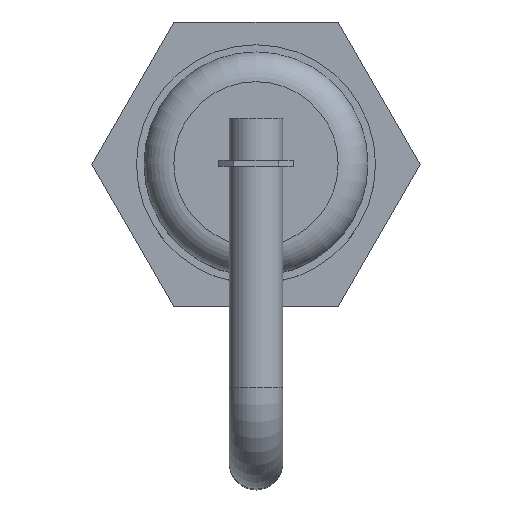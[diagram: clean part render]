
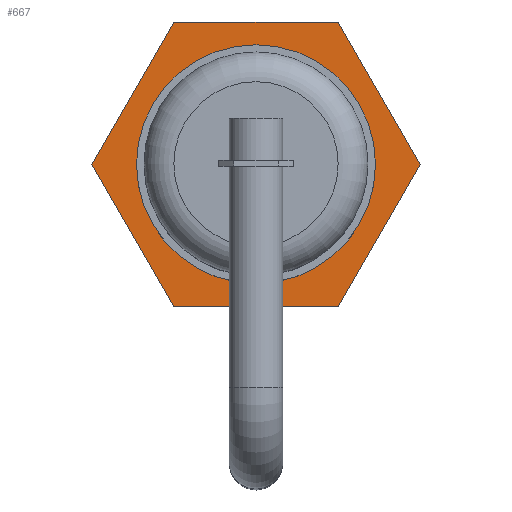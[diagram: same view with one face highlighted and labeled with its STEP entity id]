
A CAD part, top view. The second image highlights one B-rep face of the part: STEP entity #667.
In plain terms, the highlighted planar face has unit normal (0, 0, 1).
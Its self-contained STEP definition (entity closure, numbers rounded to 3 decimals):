
#212 = PLANE('',#213);
#213 = AXIS2_PLACEMENT_3D('',#214,#215,#216);
#214 = CARTESIAN_POINT('',(5.5,0.,-0.5));
#215 = DIRECTION('',(-0.866,0.5,0.));
#216 = DIRECTION('',(-0.5,-0.866,0.));
#240 = PLANE('',#241);
#241 = AXIS2_PLACEMENT_3D('',#242,#243,#244);
#242 = CARTESIAN_POINT('',(2.75,4.763,-0.5));
#243 = DIRECTION('',(-0.866,-0.5,-0.));
#244 = DIRECTION('',(0.5,-0.866,0.));
#268 = PLANE('',#269);
#269 = AXIS2_PLACEMENT_3D('',#270,#271,#272);
#270 = CARTESIAN_POINT('',(-2.75,4.763,-0.5));
#271 = DIRECTION('',(0.,-1.,-0.));
#272 = DIRECTION('',(1.,0.,0.));
#296 = PLANE('',#297);
#297 = AXIS2_PLACEMENT_3D('',#298,#299,#300);
#298 = CARTESIAN_POINT('',(-5.5,0.,-0.5));
#299 = DIRECTION('',(0.866,-0.5,0.));
#300 = DIRECTION('',(0.5,0.866,0.));
#324 = PLANE('',#325);
#325 = AXIS2_PLACEMENT_3D('',#326,#327,#328);
#326 = CARTESIAN_POINT('',(-2.75,-4.763,-0.5));
#327 = DIRECTION('',(0.866,0.5,0.));
#328 = DIRECTION('',(-0.5,0.866,0.));
#350 = PLANE('',#351);
#351 = AXIS2_PLACEMENT_3D('',#352,#353,#354);
#352 = CARTESIAN_POINT('',(2.75,-4.763,-0.5));
#353 = DIRECTION('',(0.,1.,0.));
#354 = DIRECTION('',(-1.,0.,0.));
#373 = VERTEX_POINT('',#374);
#374 = CARTESIAN_POINT('',(5.5,0.,-0.5));
#397 = VERTEX_POINT('',#398);
#398 = CARTESIAN_POINT('',(2.75,-4.763,-0.5));
#419 = EDGE_CURVE('',#373,#397,#420,.T.);
#420 = SURFACE_CURVE('',#421,(#425,#432),.PCURVE_S1.);
#421 = LINE('',#422,#423);
#422 = CARTESIAN_POINT('',(5.5,0.,-0.5));
#423 = VECTOR('',#424,1.);
#424 = DIRECTION('',(-0.5,-0.866,0.));
#425 = PCURVE('',#212,#426);
#426 = DEFINITIONAL_REPRESENTATION('',(#427),#431);
#427 = LINE('',#428,#429);
#428 = CARTESIAN_POINT('',(0.,0.));
#429 = VECTOR('',#430,1.);
#430 = DIRECTION('',(1.,0.));
#431 = ( GEOMETRIC_REPRESENTATION_CONTEXT(2) 
PARAMETRIC_REPRESENTATION_CONTEXT() REPRESENTATION_CONTEXT('2D SPACE',''
  ) );
#432 = PCURVE('',#433,#438);
#433 = PLANE('',#434);
#434 = AXIS2_PLACEMENT_3D('',#435,#436,#437);
#435 = CARTESIAN_POINT('',(0.,0.,-0.5));
#436 = DIRECTION('',(0.,0.,1.));
#437 = DIRECTION('',(1.,0.,0.));
#438 = DEFINITIONAL_REPRESENTATION('',(#439),#443);
#439 = LINE('',#440,#441);
#440 = CARTESIAN_POINT('',(5.5,0.));
#441 = VECTOR('',#442,1.);
#442 = DIRECTION('',(-0.5,-0.866));
#443 = ( GEOMETRIC_REPRESENTATION_CONTEXT(2) 
PARAMETRIC_REPRESENTATION_CONTEXT() REPRESENTATION_CONTEXT('2D SPACE',''
  ) );
#449 = VERTEX_POINT('',#450);
#450 = CARTESIAN_POINT('',(2.75,4.763,-0.5));
#473 = EDGE_CURVE('',#449,#373,#474,.T.);
#474 = SURFACE_CURVE('',#475,(#479,#486),.PCURVE_S1.);
#475 = LINE('',#476,#477);
#476 = CARTESIAN_POINT('',(2.75,4.763,-0.5));
#477 = VECTOR('',#478,1.);
#478 = DIRECTION('',(0.5,-0.866,0.));
#479 = PCURVE('',#240,#480);
#480 = DEFINITIONAL_REPRESENTATION('',(#481),#485);
#481 = LINE('',#482,#483);
#482 = CARTESIAN_POINT('',(0.,0.));
#483 = VECTOR('',#484,1.);
#484 = DIRECTION('',(1.,0.));
#485 = ( GEOMETRIC_REPRESENTATION_CONTEXT(2) 
PARAMETRIC_REPRESENTATION_CONTEXT() REPRESENTATION_CONTEXT('2D SPACE',''
  ) );
#486 = PCURVE('',#433,#487);
#487 = DEFINITIONAL_REPRESENTATION('',(#488),#492);
#488 = LINE('',#489,#490);
#489 = CARTESIAN_POINT('',(2.75,4.763));
#490 = VECTOR('',#491,1.);
#491 = DIRECTION('',(0.5,-0.866));
#492 = ( GEOMETRIC_REPRESENTATION_CONTEXT(2) 
PARAMETRIC_REPRESENTATION_CONTEXT() REPRESENTATION_CONTEXT('2D SPACE',''
  ) );
#500 = VERTEX_POINT('',#501);
#501 = CARTESIAN_POINT('',(-2.75,-4.763,-0.5));
#522 = EDGE_CURVE('',#397,#500,#523,.T.);
#523 = SURFACE_CURVE('',#524,(#528,#535),.PCURVE_S1.);
#524 = LINE('',#525,#526);
#525 = CARTESIAN_POINT('',(2.75,-4.763,-0.5));
#526 = VECTOR('',#527,1.);
#527 = DIRECTION('',(-1.,0.,-0.));
#528 = PCURVE('',#350,#529);
#529 = DEFINITIONAL_REPRESENTATION('',(#530),#534);
#530 = LINE('',#531,#532);
#531 = CARTESIAN_POINT('',(0.,0.));
#532 = VECTOR('',#533,1.);
#533 = DIRECTION('',(1.,0.));
#534 = ( GEOMETRIC_REPRESENTATION_CONTEXT(2) 
PARAMETRIC_REPRESENTATION_CONTEXT() REPRESENTATION_CONTEXT('2D SPACE',''
  ) );
#535 = PCURVE('',#433,#536);
#536 = DEFINITIONAL_REPRESENTATION('',(#537),#541);
#537 = LINE('',#538,#539);
#538 = CARTESIAN_POINT('',(2.75,-4.763));
#539 = VECTOR('',#540,1.);
#540 = DIRECTION('',(-1.,0.));
#541 = ( GEOMETRIC_REPRESENTATION_CONTEXT(2) 
PARAMETRIC_REPRESENTATION_CONTEXT() REPRESENTATION_CONTEXT('2D SPACE',''
  ) );
#547 = VERTEX_POINT('',#548);
#548 = CARTESIAN_POINT('',(-2.75,4.763,-0.5));
#571 = EDGE_CURVE('',#547,#449,#572,.T.);
#572 = SURFACE_CURVE('',#573,(#577,#584),.PCURVE_S1.);
#573 = LINE('',#574,#575);
#574 = CARTESIAN_POINT('',(-2.75,4.763,-0.5));
#575 = VECTOR('',#576,1.);
#576 = DIRECTION('',(1.,0.,0.));
#577 = PCURVE('',#268,#578);
#578 = DEFINITIONAL_REPRESENTATION('',(#579),#583);
#579 = LINE('',#580,#581);
#580 = CARTESIAN_POINT('',(0.,0.));
#581 = VECTOR('',#582,1.);
#582 = DIRECTION('',(1.,0.));
#583 = ( GEOMETRIC_REPRESENTATION_CONTEXT(2) 
PARAMETRIC_REPRESENTATION_CONTEXT() REPRESENTATION_CONTEXT('2D SPACE',''
  ) );
#584 = PCURVE('',#433,#585);
#585 = DEFINITIONAL_REPRESENTATION('',(#586),#590);
#586 = LINE('',#587,#588);
#587 = CARTESIAN_POINT('',(-2.75,4.763));
#588 = VECTOR('',#589,1.);
#589 = DIRECTION('',(1.,0.));
#590 = ( GEOMETRIC_REPRESENTATION_CONTEXT(2) 
PARAMETRIC_REPRESENTATION_CONTEXT() REPRESENTATION_CONTEXT('2D SPACE',''
  ) );
#598 = VERTEX_POINT('',#599);
#599 = CARTESIAN_POINT('',(-5.5,0.,-0.5));
#620 = EDGE_CURVE('',#500,#598,#621,.T.);
#621 = SURFACE_CURVE('',#622,(#626,#633),.PCURVE_S1.);
#622 = LINE('',#623,#624);
#623 = CARTESIAN_POINT('',(-2.75,-4.763,-0.5));
#624 = VECTOR('',#625,1.);
#625 = DIRECTION('',(-0.5,0.866,-0.));
#626 = PCURVE('',#324,#627);
#627 = DEFINITIONAL_REPRESENTATION('',(#628),#632);
#628 = LINE('',#629,#630);
#629 = CARTESIAN_POINT('',(0.,0.));
#630 = VECTOR('',#631,1.);
#631 = DIRECTION('',(1.,0.));
#632 = ( GEOMETRIC_REPRESENTATION_CONTEXT(2) 
PARAMETRIC_REPRESENTATION_CONTEXT() REPRESENTATION_CONTEXT('2D SPACE',''
  ) );
#633 = PCURVE('',#433,#634);
#634 = DEFINITIONAL_REPRESENTATION('',(#635),#639);
#635 = LINE('',#636,#637);
#636 = CARTESIAN_POINT('',(-2.75,-4.763));
#637 = VECTOR('',#638,1.);
#638 = DIRECTION('',(-0.5,0.866));
#639 = ( GEOMETRIC_REPRESENTATION_CONTEXT(2) 
PARAMETRIC_REPRESENTATION_CONTEXT() REPRESENTATION_CONTEXT('2D SPACE',''
  ) );
#647 = EDGE_CURVE('',#598,#547,#648,.T.);
#648 = SURFACE_CURVE('',#649,(#653,#660),.PCURVE_S1.);
#649 = LINE('',#650,#651);
#650 = CARTESIAN_POINT('',(-5.5,0.,-0.5));
#651 = VECTOR('',#652,1.);
#652 = DIRECTION('',(0.5,0.866,0.));
#653 = PCURVE('',#296,#654);
#654 = DEFINITIONAL_REPRESENTATION('',(#655),#659);
#655 = LINE('',#656,#657);
#656 = CARTESIAN_POINT('',(0.,0.));
#657 = VECTOR('',#658,1.);
#658 = DIRECTION('',(1.,0.));
#659 = ( GEOMETRIC_REPRESENTATION_CONTEXT(2) 
PARAMETRIC_REPRESENTATION_CONTEXT() REPRESENTATION_CONTEXT('2D SPACE',''
  ) );
#660 = PCURVE('',#433,#661);
#661 = DEFINITIONAL_REPRESENTATION('',(#662),#666);
#662 = LINE('',#663,#664);
#663 = CARTESIAN_POINT('',(-5.5,0.));
#664 = VECTOR('',#665,1.);
#665 = DIRECTION('',(0.5,0.866));
#666 = ( GEOMETRIC_REPRESENTATION_CONTEXT(2) 
PARAMETRIC_REPRESENTATION_CONTEXT() REPRESENTATION_CONTEXT('2D SPACE',''
  ) );
#667 = ADVANCED_FACE('',(#668,#676),#433,.T.);
#668 = FACE_BOUND('',#669,.T.);
#669 = EDGE_LOOP('',(#670,#671,#672,#673,#674,#675));
#670 = ORIENTED_EDGE('',*,*,#419,.F.);
#671 = ORIENTED_EDGE('',*,*,#473,.F.);
#672 = ORIENTED_EDGE('',*,*,#571,.F.);
#673 = ORIENTED_EDGE('',*,*,#647,.F.);
#674 = ORIENTED_EDGE('',*,*,#620,.F.);
#675 = ORIENTED_EDGE('',*,*,#522,.F.);
#676 = FACE_BOUND('',#677,.T.);
#677 = EDGE_LOOP('',(#678));
#678 = ORIENTED_EDGE('',*,*,#679,.T.);
#679 = EDGE_CURVE('',#680,#680,#682,.T.);
#680 = VERTEX_POINT('',#681);
#681 = CARTESIAN_POINT('',(4.,0.,-0.5));
#682 = SURFACE_CURVE('',#683,(#688,#699),.PCURVE_S1.);
#683 = CIRCLE('',#684,4.);
#684 = AXIS2_PLACEMENT_3D('',#685,#686,#687);
#685 = CARTESIAN_POINT('',(0.,0.,-0.5));
#686 = DIRECTION('',(0.,0.,-1.));
#687 = DIRECTION('',(1.,0.,0.));
#688 = PCURVE('',#433,#689);
#689 = DEFINITIONAL_REPRESENTATION('',(#690),#698);
#690 = ( BOUNDED_CURVE() B_SPLINE_CURVE(2,(#691,#692,#693,#694,#695,#696
,#697),.UNSPECIFIED.,.T.,.F.) B_SPLINE_CURVE_WITH_KNOTS((1,2,2,2,2,1),(
    -2.094,0.,2.094,4.189,6.283,
8.378),.UNSPECIFIED.) CURVE() GEOMETRIC_REPRESENTATION_ITEM() 
RATIONAL_B_SPLINE_CURVE((1.,0.5,1.,0.5,1.,0.5,1.)) REPRESENTATION_ITEM(
  '') );
#691 = CARTESIAN_POINT('',(4.,0.));
#692 = CARTESIAN_POINT('',(4.,-6.928));
#693 = CARTESIAN_POINT('',(-2.,-3.464));
#694 = CARTESIAN_POINT('',(-8.,0.));
#695 = CARTESIAN_POINT('',(-2.,3.464));
#696 = CARTESIAN_POINT('',(4.,6.928));
#697 = CARTESIAN_POINT('',(4.,0.));
#698 = ( GEOMETRIC_REPRESENTATION_CONTEXT(2) 
PARAMETRIC_REPRESENTATION_CONTEXT() REPRESENTATION_CONTEXT('2D SPACE',''
  ) );
#699 = PCURVE('',#700,#705);
#700 = CYLINDRICAL_SURFACE('',#701,4.);
#701 = AXIS2_PLACEMENT_3D('',#702,#703,#704);
#702 = CARTESIAN_POINT('',(0.,0.,0.));
#703 = DIRECTION('',(0.,0.,1.));
#704 = DIRECTION('',(1.,0.,0.));
#705 = DEFINITIONAL_REPRESENTATION('',(#706),#710);
#706 = LINE('',#707,#708);
#707 = CARTESIAN_POINT('',(-0.,-0.5));
#708 = VECTOR('',#709,1.);
#709 = DIRECTION('',(-1.,0.));
#710 = ( GEOMETRIC_REPRESENTATION_CONTEXT(2) 
PARAMETRIC_REPRESENTATION_CONTEXT() REPRESENTATION_CONTEXT('2D SPACE',''
  ) );
